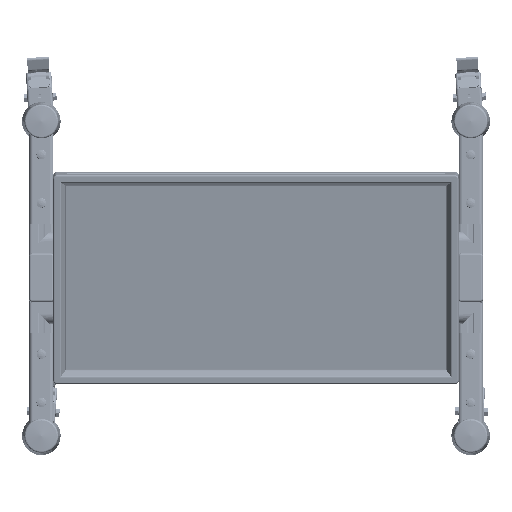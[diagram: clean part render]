
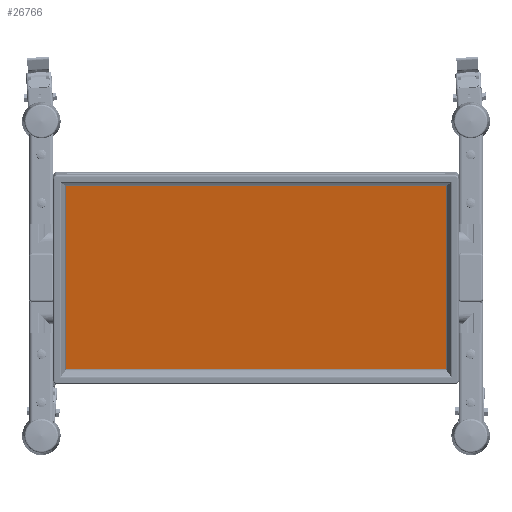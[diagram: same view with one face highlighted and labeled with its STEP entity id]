
A CAD part, top view. The second image highlights one B-rep face of the part: STEP entity #26766.
In plain terms, the highlighted face is planar.
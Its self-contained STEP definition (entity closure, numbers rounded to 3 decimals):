
#26766=ADVANCED_FACE('',(#34847),#34848,.T.);
#34847=FACE_OUTER_BOUND('',#44605,.T.);
#34848=PLANE('',#44606);
#44605=EDGE_LOOP('',(#58430,#58431,#58432,#58433));
#44606=AXIS2_PLACEMENT_3D('',#58434,#58435,#58436);
#58430=ORIENTED_EDGE('',*,*,#80800,.F.);
#58431=ORIENTED_EDGE('',*,*,#80803,.F.);
#58432=ORIENTED_EDGE('',*,*,#80795,.F.);
#58433=ORIENTED_EDGE('',*,*,#80791,.F.);
#58434=CARTESIAN_POINT('',(0.0,0.0,2.0));
#58435=DIRECTION('',(0.0,0.0,1.0));
#58436=DIRECTION('',(1.0,0.0,0.0));
#80791=EDGE_CURVE('',#92662,#92664,#92665,.T.);
#80795=EDGE_CURVE('',#92664,#92670,#92671,.T.);
#80800=EDGE_CURVE('',#92677,#92662,#92679,.T.);
#80803=EDGE_CURVE('',#92670,#92677,#92682,.T.);
#92662=VERTEX_POINT('',#110724);
#92664=VERTEX_POINT('',#110727);
#92665=LINE('',#110728,#110729);
#92670=VERTEX_POINT('',#110736);
#92671=LINE('',#110737,#110738);
#92677=VERTEX_POINT('',#110746);
#92679=LINE('',#110749,#110750);
#92682=LINE('',#110754,#110755);
#110724=CARTESIAN_POINT('',(-322.0,-162.0,2.0));
#110727=CARTESIAN_POINT('',(-322.0,162.0,2.0));
#110728=CARTESIAN_POINT('',(-322.0,0.0,2.0));
#110729=VECTOR('',#130759,1.0);
#110736=CARTESIAN_POINT('',(322.0,162.0,2.0));
#110737=CARTESIAN_POINT('',(0.0,162.0,2.0));
#110738=VECTOR('',#130762,1.0);
#110746=CARTESIAN_POINT('',(322.0,-162.0,2.0));
#110749=CARTESIAN_POINT('',(0.0,-162.0,2.0));
#110750=VECTOR('',#130766,1.0);
#110754=CARTESIAN_POINT('',(322.0,0.0,2.0));
#110755=VECTOR('',#130768,1.0);
#130759=DIRECTION('',(0.0,1.0,0.0));
#130762=DIRECTION('',(1.0,0.0,0.0));
#130766=DIRECTION('',(-1.0,0.0,0.0));
#130768=DIRECTION('',(0.0,-1.0,0.0));
